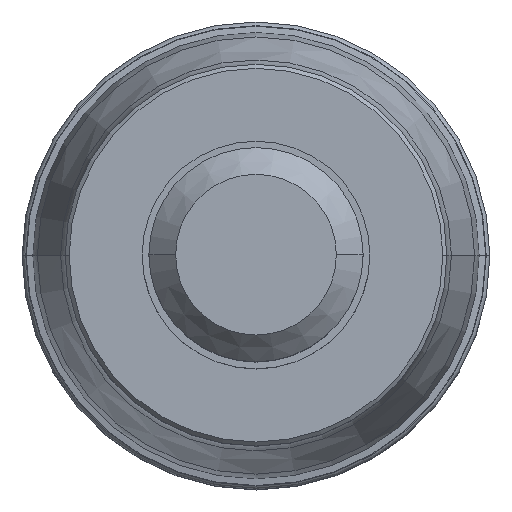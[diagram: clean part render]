
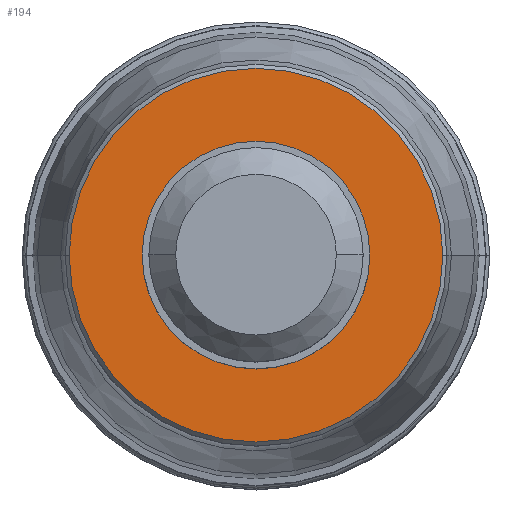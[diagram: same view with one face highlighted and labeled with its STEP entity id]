
A CAD part, top view. The second image highlights one B-rep face of the part: STEP entity #194.
In plain terms, the highlighted planar face has unit normal (0, 0, 1).
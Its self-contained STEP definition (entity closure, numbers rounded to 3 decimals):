
#28=PLANE('',#1652);
#33=FACE_BOUND('',#383,.T.);
#34=FACE_BOUND('',#384,.T.);
#194=ADVANCED_FACE('',(#33,#34),#28,.F.);
#383=EDGE_LOOP('',(#651,#652,#653,#654));
#384=EDGE_LOOP('',(#655,#656));
#651=ORIENTED_EDGE('',*,*,#1041,.T.);
#652=ORIENTED_EDGE('',*,*,#1045,.T.);
#653=ORIENTED_EDGE('',*,*,#1044,.T.);
#654=ORIENTED_EDGE('',*,*,#1042,.T.);
#655=ORIENTED_EDGE('',*,*,#1046,.T.);
#656=ORIENTED_EDGE('',*,*,#1047,.T.);
#876=VERTEX_POINT('',#3439);
#877=VERTEX_POINT('',#3441);
#878=VERTEX_POINT('',#3443);
#879=VERTEX_POINT('',#3447);
#880=VERTEX_POINT('',#3451);
#881=VERTEX_POINT('',#3452);
#1041=EDGE_CURVE('',#877,#876,#1263,.T.);
#1042=EDGE_CURVE('',#878,#877,#1264,.T.);
#1044=EDGE_CURVE('',#879,#878,#1265,.T.);
#1045=EDGE_CURVE('',#876,#879,#1266,.T.);
#1046=EDGE_CURVE('',#880,#881,#1267,.T.);
#1047=EDGE_CURVE('',#881,#880,#1268,.T.);
#1263=CIRCLE('',#1644,13.95);
#1264=CIRCLE('',#1645,13.95);
#1265=CIRCLE('',#1647,13.95);
#1266=CIRCLE('',#1648,13.95);
#1267=CIRCLE('',#1650,8.5);
#1268=CIRCLE('',#1651,8.5);
#1644=AXIS2_PLACEMENT_3D('',#3440,#2021,#2022);
#1645=AXIS2_PLACEMENT_3D('',#3442,#2023,#2024);
#1647=AXIS2_PLACEMENT_3D('',#3446,#2028,#2029);
#1648=AXIS2_PLACEMENT_3D('',#3448,#2030,#2031);
#1650=AXIS2_PLACEMENT_3D('',#3450,#2034,#2035);
#1651=AXIS2_PLACEMENT_3D('',#3453,#2036,#2037);
#1652=AXIS2_PLACEMENT_3D('',#3454,#2038,#2039);
#2021=DIRECTION('',(0.,0.,1.));
#2022=DIRECTION('',(0.,1.,0.));
#2023=DIRECTION('',(0.,0.,1.));
#2024=DIRECTION('',(1.,0.,0.));
#2028=DIRECTION('',(0.,0.,1.));
#2029=DIRECTION('',(0.,-1.,0.));
#2030=DIRECTION('',(0.,0.,1.));
#2031=DIRECTION('',(-1.,0.,0.));
#2034=DIRECTION('',(0.,0.,-1.));
#2035=DIRECTION('',(-1.,0.,0.));
#2036=DIRECTION('',(0.,0.,-1.));
#2037=DIRECTION('',(1.,0.,0.));
#2038=DIRECTION('',(0.,0.,-1.));
#2039=DIRECTION('',(1.,0.,0.));
#3439=CARTESIAN_POINT('',(-13.95,0.,0.));
#3440=CARTESIAN_POINT('',(0.,0.,0.));
#3441=CARTESIAN_POINT('',(0.,13.95,0.));
#3442=CARTESIAN_POINT('',(0.,0.,0.));
#3443=CARTESIAN_POINT('',(13.95,0.,0.));
#3446=CARTESIAN_POINT('',(0.,0.,0.));
#3447=CARTESIAN_POINT('',(0.,-13.95,0.));
#3448=CARTESIAN_POINT('',(0.,0.,0.));
#3450=CARTESIAN_POINT('',(0.,0.,0.));
#3451=CARTESIAN_POINT('',(-8.5,0.,0.));
#3452=CARTESIAN_POINT('',(8.5,0.,0.));
#3453=CARTESIAN_POINT('',(0.,0.,0.));
#3454=CARTESIAN_POINT('',(0.,0.,0.));
